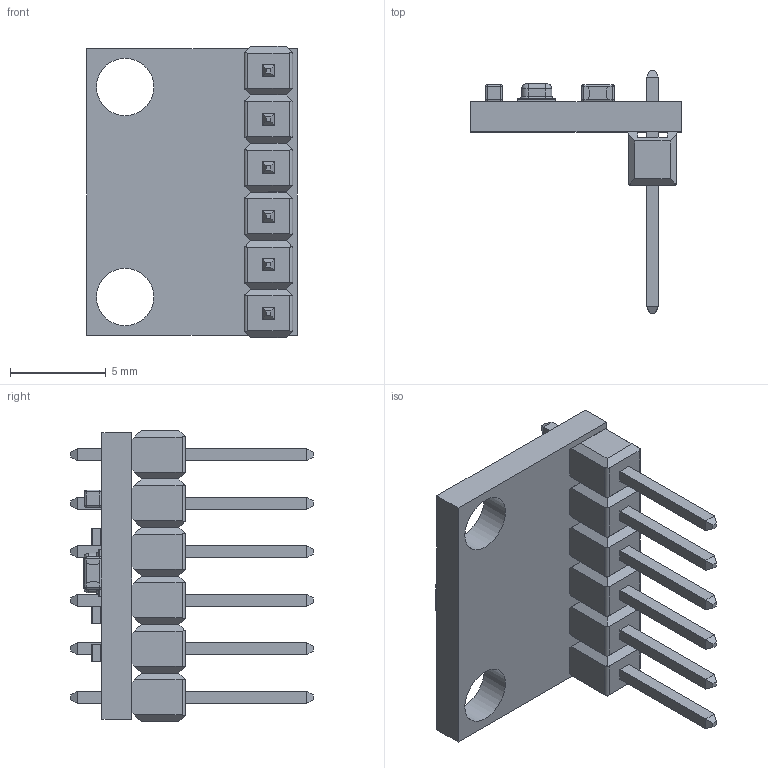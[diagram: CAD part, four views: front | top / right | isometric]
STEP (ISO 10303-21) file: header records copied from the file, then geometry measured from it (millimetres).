
FILE_DESCRIPTION(/* description */ ('','CAx-IF Rec.Pracs.---Representation and Presentation of Product Manufacturing Information (PMI)---4.0---2014-10-13'),/* implementation_level */ '2;1');
FILE_NAME(/* name */ 'bmp280_module.stp v1.step',/* time_stamp */ '2025-01-24T16:31:23-05:00',/* author */ (''),/* organization */ (''),/* preprocessor_version */ 'ST-DEVELOPER v20',/* originating_system */ 'Autodesk Translation Framework v13.20.0.188',/* authorisation */ '');
FILE_SCHEMA (('AP242_MANAGED_MODEL_BASED_3D_ENGINEERING_MIM_LF { 1 0 10303 442 1 1 4 }'));
Length unit declared in the file: inch
Products named in the file (1): bmp280_module_Shrinkwrap
Bounding box: 11 x 12.7 x 15.24 mm (x, y, z)
Volume: 268 mm3; surface area: 902.2 mm2
Topology: 14 solids, 20 shells, 709 faces, 1888 edges, 1224 vertices
Faces by surface type: plane 513, cylinder 96, bspline 80, sphere 16, torus 4
Full cylindrical faces by diameter (mm): 0.2 x1, 0.3 x1, 0.414 x1, 0.504 x1, 0.9 x6, 3 x2
Entity records: 26346 total; most frequent: CARTESIAN_POINT 8326, ORIENTED_EDGE 3704, DIRECTION 3296, EDGE_CURVE 1872, LINE 1420, VECTOR 1420, VERTEX_POINT 1224, AXIS2_PLACEMENT_3D 938
